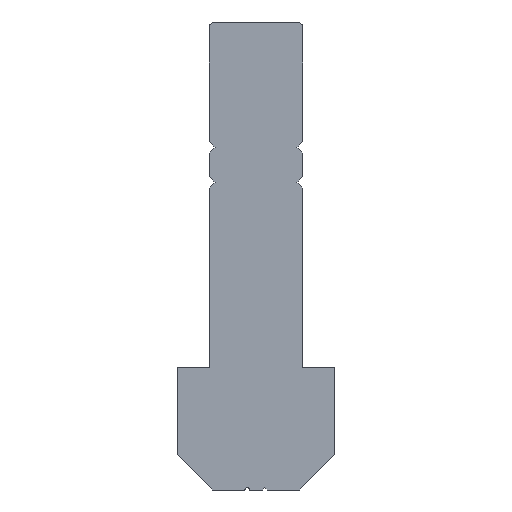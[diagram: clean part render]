
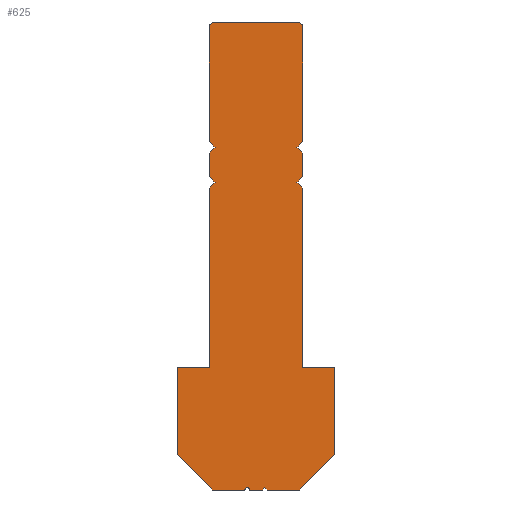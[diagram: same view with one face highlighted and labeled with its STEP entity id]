
A CAD part, left-side view. The second image highlights one B-rep face of the part: STEP entity #625.
In plain terms, the highlighted planar face has unit normal (-1, 0, 0).
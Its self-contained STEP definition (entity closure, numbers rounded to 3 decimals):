
#42=PLANE('',#682);
#73=FACE_OUTER_BOUND('',#104,.T.);
#104=EDGE_LOOP('',(#563,#564,#565,#566,#567,#568,#569,#570,#571,#572,#573,
#574,#575,#576,#577,#578,#579,#580,#581,#582,#583,#584,#585,#586,#587,#588,
#589,#590,#591));
#107=LINE('',#852,#188);
#110=LINE('',#858,#191);
#113=LINE('',#864,#194);
#116=LINE('',#870,#197);
#119=LINE('',#876,#200);
#122=LINE('',#882,#203);
#125=LINE('',#888,#206);
#128=LINE('',#894,#209);
#131=LINE('',#900,#212);
#134=LINE('',#906,#215);
#137=LINE('',#912,#218);
#141=LINE('',#924,#222);
#145=LINE('',#936,#226);
#148=LINE('',#942,#229);
#151=LINE('',#948,#232);
#154=LINE('',#954,#235);
#157=LINE('',#960,#238);
#160=LINE('',#966,#241);
#163=LINE('',#972,#244);
#166=LINE('',#978,#247);
#169=LINE('',#984,#250);
#172=LINE('',#990,#253);
#175=LINE('',#996,#256);
#178=LINE('',#1002,#259);
#181=LINE('',#1008,#262);
#184=LINE('',#1013,#265);
#188=VECTOR('',#695,1000.);
#191=VECTOR('',#700,1000.);
#194=VECTOR('',#705,1000.);
#197=VECTOR('',#710,1000.);
#200=VECTOR('',#715,1000.);
#203=VECTOR('',#720,1000.);
#206=VECTOR('',#725,1000.);
#209=VECTOR('',#730,1000.);
#212=VECTOR('',#735,1000.);
#215=VECTOR('',#740,1000.);
#218=VECTOR('',#745,1000.);
#222=VECTOR('',#757,1000.);
#226=VECTOR('',#769,1000.);
#229=VECTOR('',#774,1000.);
#232=VECTOR('',#779,1000.);
#235=VECTOR('',#784,1000.);
#238=VECTOR('',#789,1000.);
#241=VECTOR('',#794,1000.);
#244=VECTOR('',#799,1000.);
#247=VECTOR('',#804,1000.);
#250=VECTOR('',#809,1000.);
#253=VECTOR('',#814,1000.);
#256=VECTOR('',#819,1000.);
#259=VECTOR('',#824,1000.);
#262=VECTOR('',#829,1000.);
#265=VECTOR('',#834,1000.);
#268=CIRCLE('',#648,0.2);
#269=CIRCLE('',#661,0.5);
#271=CIRCLE('',#665,0.5);
#275=VERTEX_POINT('',#845);
#276=VERTEX_POINT('',#847);
#277=VERTEX_POINT('',#851);
#279=VERTEX_POINT('',#857);
#281=VERTEX_POINT('',#863);
#283=VERTEX_POINT('',#869);
#285=VERTEX_POINT('',#875);
#287=VERTEX_POINT('',#881);
#289=VERTEX_POINT('',#887);
#291=VERTEX_POINT('',#893);
#293=VERTEX_POINT('',#899);
#295=VERTEX_POINT('',#905);
#297=VERTEX_POINT('',#911);
#299=VERTEX_POINT('',#917);
#301=VERTEX_POINT('',#923);
#303=VERTEX_POINT('',#929);
#305=VERTEX_POINT('',#935);
#307=VERTEX_POINT('',#941);
#309=VERTEX_POINT('',#947);
#311=VERTEX_POINT('',#953);
#313=VERTEX_POINT('',#959);
#315=VERTEX_POINT('',#965);
#317=VERTEX_POINT('',#971);
#319=VERTEX_POINT('',#977);
#321=VERTEX_POINT('',#983);
#323=VERTEX_POINT('',#989);
#325=VERTEX_POINT('',#995);
#327=VERTEX_POINT('',#1001);
#329=VERTEX_POINT('',#1007);
#333=EDGE_CURVE('',#275,#276,#268,.T.);
#335=EDGE_CURVE('',#276,#277,#107,.T.);
#338=EDGE_CURVE('',#277,#279,#110,.T.);
#341=EDGE_CURVE('',#279,#281,#113,.T.);
#344=EDGE_CURVE('',#281,#283,#116,.T.);
#347=EDGE_CURVE('',#283,#285,#119,.T.);
#350=EDGE_CURVE('',#285,#287,#122,.T.);
#353=EDGE_CURVE('',#287,#289,#125,.T.);
#356=EDGE_CURVE('',#289,#291,#128,.T.);
#359=EDGE_CURVE('',#291,#293,#131,.T.);
#362=EDGE_CURVE('',#293,#295,#134,.T.);
#365=EDGE_CURVE('',#295,#297,#137,.T.);
#368=EDGE_CURVE('',#297,#299,#269,.T.);
#371=EDGE_CURVE('',#299,#301,#141,.T.);
#374=EDGE_CURVE('',#301,#303,#271,.T.);
#377=EDGE_CURVE('',#303,#305,#145,.T.);
#380=EDGE_CURVE('',#305,#307,#148,.T.);
#383=EDGE_CURVE('',#307,#309,#151,.T.);
#386=EDGE_CURVE('',#309,#311,#154,.T.);
#389=EDGE_CURVE('',#311,#313,#157,.T.);
#392=EDGE_CURVE('',#313,#315,#160,.T.);
#395=EDGE_CURVE('',#315,#317,#163,.T.);
#398=EDGE_CURVE('',#317,#319,#166,.T.);
#401=EDGE_CURVE('',#319,#321,#169,.T.);
#404=EDGE_CURVE('',#321,#323,#172,.T.);
#407=EDGE_CURVE('',#323,#325,#175,.T.);
#410=EDGE_CURVE('',#325,#327,#178,.T.);
#413=EDGE_CURVE('',#327,#329,#181,.T.);
#416=EDGE_CURVE('',#329,#275,#184,.T.);
#563=ORIENTED_EDGE('',*,*,#335,.F.);
#564=ORIENTED_EDGE('',*,*,#333,.F.);
#565=ORIENTED_EDGE('',*,*,#416,.F.);
#566=ORIENTED_EDGE('',*,*,#413,.F.);
#567=ORIENTED_EDGE('',*,*,#410,.F.);
#568=ORIENTED_EDGE('',*,*,#407,.F.);
#569=ORIENTED_EDGE('',*,*,#404,.F.);
#570=ORIENTED_EDGE('',*,*,#401,.F.);
#571=ORIENTED_EDGE('',*,*,#398,.F.);
#572=ORIENTED_EDGE('',*,*,#395,.F.);
#573=ORIENTED_EDGE('',*,*,#392,.F.);
#574=ORIENTED_EDGE('',*,*,#389,.F.);
#575=ORIENTED_EDGE('',*,*,#386,.F.);
#576=ORIENTED_EDGE('',*,*,#383,.F.);
#577=ORIENTED_EDGE('',*,*,#380,.F.);
#578=ORIENTED_EDGE('',*,*,#377,.F.);
#579=ORIENTED_EDGE('',*,*,#374,.F.);
#580=ORIENTED_EDGE('',*,*,#371,.F.);
#581=ORIENTED_EDGE('',*,*,#368,.F.);
#582=ORIENTED_EDGE('',*,*,#365,.F.);
#583=ORIENTED_EDGE('',*,*,#362,.F.);
#584=ORIENTED_EDGE('',*,*,#359,.F.);
#585=ORIENTED_EDGE('',*,*,#356,.F.);
#586=ORIENTED_EDGE('',*,*,#353,.F.);
#587=ORIENTED_EDGE('',*,*,#350,.F.);
#588=ORIENTED_EDGE('',*,*,#347,.F.);
#589=ORIENTED_EDGE('',*,*,#344,.F.);
#590=ORIENTED_EDGE('',*,*,#341,.F.);
#591=ORIENTED_EDGE('',*,*,#338,.F.);
#625=ADVANCED_FACE('',(#73),#42,.F.);
#648=AXIS2_PLACEMENT_3D('',#848,#690,#691);
#661=AXIS2_PLACEMENT_3D('',#918,#750,#751);
#665=AXIS2_PLACEMENT_3D('',#930,#762,#763);
#682=AXIS2_PLACEMENT_3D('',#1016,#838,#839);
#690=DIRECTION('center_axis',(-1.,0.,0.));
#691=DIRECTION('ref_axis',(0.,0.,-1.));
#695=DIRECTION('',(0.,1.,0.));
#700=DIRECTION('',(0.,0.707,0.707));
#705=DIRECTION('',(0.,0.,1.));
#710=DIRECTION('',(0.,-1.,0.));
#715=DIRECTION('',(0.,0.,1.));
#720=DIRECTION('',(0.,-0.707,0.707));
#725=DIRECTION('',(0.,0.707,0.707));
#730=DIRECTION('',(0.,0.,1.));
#735=DIRECTION('',(0.,-0.707,0.707));
#740=DIRECTION('',(0.,0.707,0.707));
#745=DIRECTION('',(0.,0.,1.));
#750=DIRECTION('center_axis',(1.,0.,0.));
#751=DIRECTION('ref_axis',(0.,0.,-1.));
#757=DIRECTION('',(0.,-1.,0.));
#762=DIRECTION('center_axis',(1.,0.,0.));
#763=DIRECTION('ref_axis',(0.,0.,-1.));
#769=DIRECTION('',(0.,0.,-1.));
#774=DIRECTION('',(0.,0.707,-0.707));
#779=DIRECTION('',(0.,-0.707,-0.707));
#784=DIRECTION('',(0.,0.,-1.));
#789=DIRECTION('',(0.,0.707,-0.707));
#794=DIRECTION('',(0.,-0.707,-0.707));
#799=DIRECTION('',(0.,0.,-1.));
#804=DIRECTION('',(0.,-1.,0.));
#809=DIRECTION('',(0.,0.,-1.));
#814=DIRECTION('',(0.,0.707,-0.707));
#819=DIRECTION('',(0.,1.,0.));
#824=DIRECTION('',(0.,0.707,0.707));
#829=DIRECTION('',(0.,0.707,-0.707));
#834=DIRECTION('',(0.,1.,0.));
#838=DIRECTION('center_axis',(1.,0.,0.));
#839=DIRECTION('ref_axis',(0.,0.,-1.));
#845=CARTESIAN_POINT('',(0.,-1765.187,2559.921));
#847=CARTESIAN_POINT('',(0.,-1764.787,2559.921));
#848=CARTESIAN_POINT('Origin',(0.,-1764.987,2559.921));
#851=CARTESIAN_POINT('',(0.,-1761.987,2559.921));
#852=CARTESIAN_POINT('',(0.,-1764.787,2559.921));
#857=CARTESIAN_POINT('',(0.,-1758.987,2562.921));
#858=CARTESIAN_POINT('',(0.,-1761.987,2559.921));
#863=CARTESIAN_POINT('',(0.,-1758.987,2570.421));
#864=CARTESIAN_POINT('',(0.,-1758.987,2562.921));
#869=CARTESIAN_POINT('',(0.,-1761.737,2570.421));
#870=CARTESIAN_POINT('',(0.,-1758.987,2570.421));
#875=CARTESIAN_POINT('',(0.,-1761.737,2585.721));
#876=CARTESIAN_POINT('',(0.,-1761.737,2570.421));
#881=CARTESIAN_POINT('',(0.,-1762.237,2586.221));
#882=CARTESIAN_POINT('',(0.,-1761.737,2585.721));
#887=CARTESIAN_POINT('',(0.,-1761.737,2586.721));
#888=CARTESIAN_POINT('',(0.,-1762.237,2586.221));
#893=CARTESIAN_POINT('',(0.,-1761.737,2588.721));
#894=CARTESIAN_POINT('',(0.,-1761.737,2586.721));
#899=CARTESIAN_POINT('',(0.,-1762.237,2589.221));
#900=CARTESIAN_POINT('',(0.,-1761.737,2588.721));
#905=CARTESIAN_POINT('',(0.,-1761.737,2589.721));
#906=CARTESIAN_POINT('',(0.,-1762.237,2589.221));
#911=CARTESIAN_POINT('',(0.,-1761.737,2599.421));
#912=CARTESIAN_POINT('',(0.,-1761.737,2589.721));
#917=CARTESIAN_POINT('',(0.,-1762.237,2599.921));
#918=CARTESIAN_POINT('Origin',(0.,-1762.237,2599.421));
#923=CARTESIAN_POINT('',(0.,-1769.237,2599.921));
#924=CARTESIAN_POINT('',(0.,-1762.237,2599.921));
#929=CARTESIAN_POINT('',(0.,-1769.737,2599.421));
#930=CARTESIAN_POINT('Origin',(0.,-1769.237,2599.421));
#935=CARTESIAN_POINT('',(0.,-1769.737,2589.721));
#936=CARTESIAN_POINT('',(0.,-1769.737,2599.421));
#941=CARTESIAN_POINT('',(0.,-1769.237,2589.221));
#942=CARTESIAN_POINT('',(0.,-1769.737,2589.721));
#947=CARTESIAN_POINT('',(0.,-1769.737,2588.721));
#948=CARTESIAN_POINT('',(0.,-1769.237,2589.221));
#953=CARTESIAN_POINT('',(0.,-1769.737,2586.721));
#954=CARTESIAN_POINT('',(0.,-1769.737,2588.721));
#959=CARTESIAN_POINT('',(0.,-1769.237,2586.221));
#960=CARTESIAN_POINT('',(0.,-1769.737,2586.721));
#965=CARTESIAN_POINT('',(0.,-1769.737,2585.721));
#966=CARTESIAN_POINT('',(0.,-1769.237,2586.221));
#971=CARTESIAN_POINT('',(0.,-1769.737,2570.421));
#972=CARTESIAN_POINT('',(0.,-1769.737,2585.721));
#977=CARTESIAN_POINT('',(0.,-1772.487,2570.421));
#978=CARTESIAN_POINT('',(0.,-1769.737,2570.421));
#983=CARTESIAN_POINT('',(0.,-1772.487,2562.921));
#984=CARTESIAN_POINT('',(0.,-1772.487,2570.421));
#989=CARTESIAN_POINT('',(0.,-1769.487,2559.921));
#990=CARTESIAN_POINT('',(0.,-1772.487,2562.921));
#995=CARTESIAN_POINT('',(0.,-1766.687,2559.921));
#996=CARTESIAN_POINT('',(0.,-1769.487,2559.921));
#1001=CARTESIAN_POINT('',(0.,-1766.487,2560.121));
#1002=CARTESIAN_POINT('',(0.,-1766.687,2559.921));
#1007=CARTESIAN_POINT('',(0.,-1766.287,2559.921));
#1008=CARTESIAN_POINT('',(0.,-1766.487,2560.121));
#1013=CARTESIAN_POINT('',(0.,-1766.287,2559.921));
#1016=CARTESIAN_POINT('Origin',(0.,-1762.237,2599.421));
